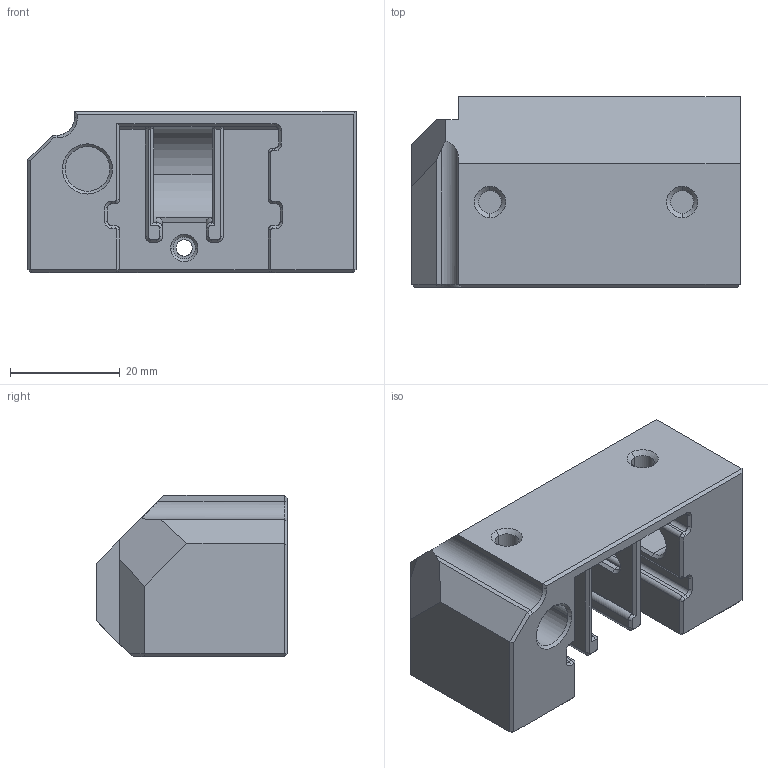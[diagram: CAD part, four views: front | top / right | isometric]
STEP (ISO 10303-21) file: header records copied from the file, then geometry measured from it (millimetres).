
FILE_DESCRIPTION(/* description */ ('STEP AP242','CAx-IF Rec.Pracs.---Representation and Presentation of Product Manufacturing Information (PMI)---4.0---2014-10-13','CAx-IF Rec.Pracs.---3D Tessellated Geometry---0.4---2014-09-14','2;1'),/* implementation_level */ '2;1');
FILE_NAME(/* name */ '663b935322bc1250c3fead66',/* time_stamp */ '2024-05-08T14:59:31Z',/* author */ (''),/* organization */ (''),/* preprocessor_version */ 'ST-DEVELOPER v20',/* originating_system */ ' ',/* authorisation */ ' ');
FILE_SCHEMA (('AP242_MANAGED_MODEL_BASED_3D_ENGINEERING_MIM_LF { 1 0 10303 442 1 1 4 }'));
Length unit declared in the file: metre
Products named in the file (1): Left Tensioner Housing
Bounding box: 59.88 x 34.8 x 29.39 mm (x, y, z)
Volume: 33218.6 mm3; surface area: 13363.1 mm2
Topology: 1 solids, 1 shells, 205 faces, 518 edges, 321 vertices
Faces by surface type: plane 117, cone 44, cylinder 42, torus 2
Entity records: 6138 total; most frequent: DIRECTION 1075, CARTESIAN_POINT 1072, ORIENTED_EDGE 1036, EDGE_CURVE 518, LINE 365, VECTOR 365, AXIS2_PLACEMENT_3D 355, VERTEX_POINT 321
